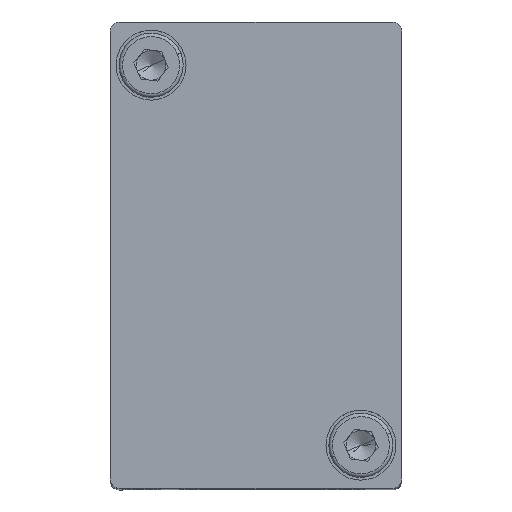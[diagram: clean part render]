
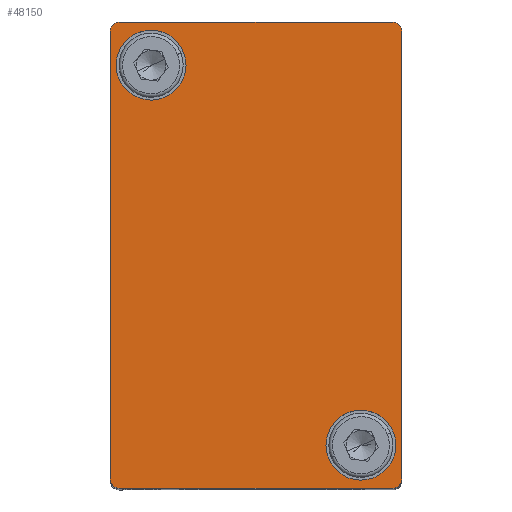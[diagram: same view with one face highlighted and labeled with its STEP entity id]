
A CAD part, top view. The second image highlights one B-rep face of the part: STEP entity #48150.
In plain terms, the highlighted planar face has unit normal (0, 0, 1).
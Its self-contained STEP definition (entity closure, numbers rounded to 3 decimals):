
#900 = ORIENTED_EDGE ( 'NONE', *, *, #29999, .F. ) ;
#1278 = CARTESIAN_POINT ( 'NONE',  ( 34.83, 43.325, 74.878 ) ) ;
#1891 = DIRECTION ( 'NONE',  ( -1., 0., 0. ) ) ;
#2401 = CARTESIAN_POINT ( 'NONE',  ( 34.83, 42.525, 74.878 ) ) ;
#2429 = EDGE_CURVE ( 'NONE', #20428, #19542, #34116, .T. ) ;
#2636 = EDGE_CURVE ( 'NONE', #41943, #48079, #10956, .T. ) ;
#3328 = EDGE_CURVE ( 'NONE', #38715, #23500, #24158, .T. ) ;
#4000 = AXIS2_PLACEMENT_3D ( 'NONE', #2401, #30581, #6495 ) ;
#4914 = ORIENTED_EDGE ( 'NONE', *, *, #10347, .F. ) ;
#5080 = CIRCLE ( 'NONE', #5415, 0.8 ) ;
#5374 = DIRECTION ( 'NONE',  ( 0., 0., 1. ) ) ;
#5415 = AXIS2_PLACEMENT_3D ( 'NONE', #8898, #36827, #12936 ) ;
#6495 = DIRECTION ( 'NONE',  ( -1., 0., 0. ) ) ;
#7108 = ORIENTED_EDGE ( 'NONE', *, *, #33704, .F. ) ;
#7296 = EDGE_CURVE ( 'NONE', #28779, #31245, #8591, .T. ) ;
#7688 = ORIENTED_EDGE ( 'NONE', *, *, #2429, .T. ) ;
#7972 = AXIS2_PLACEMENT_3D ( 'NONE', #15539, #43364, #19624 ) ;
#8456 = AXIS2_PLACEMENT_3D ( 'NONE', #13043, #40909, #17141 ) ;
#8591 = CIRCLE ( 'NONE', #7972, 3. ) ;
#8670 = ORIENTED_EDGE ( 'NONE', *, *, #7296, .F. ) ;
#8898 = CARTESIAN_POINT ( 'NONE',  ( 11.43, 4.125, 74.878 ) ) ;
#9250 = ORIENTED_EDGE ( 'NONE', *, *, #41318, .T. ) ;
#9836 = CARTESIAN_POINT ( 'NONE',  ( 35.63, 43.325, 74.878 ) ) ;
#9959 = CARTESIAN_POINT ( 'NONE',  ( 32.13, 7.025, 74.878 ) ) ;
#10196 = LINE ( 'NONE', #13181, #20987 ) ;
#10347 = EDGE_CURVE ( 'NONE', #10718, #48079, #12646, .T. ) ;
#10718 = VERTEX_POINT ( 'NONE', #48663 ) ;
#10956 = CIRCLE ( 'NONE', #8456, 0.8 ) ;
#11449 = VECTOR ( 'NONE', #18094, 1000. ) ;
#12646 = LINE ( 'NONE', #13964, #35128 ) ;
#12936 = DIRECTION ( 'NONE',  ( -1., 0., 0. ) ) ;
#13043 = CARTESIAN_POINT ( 'NONE',  ( 11.43, 42.525, 74.878 ) ) ;
#13066 = ORIENTED_EDGE ( 'NONE', *, *, #34200, .F. ) ;
#13181 = CARTESIAN_POINT ( 'NONE',  ( 35.63, 43.325, 74.878 ) ) ;
#13853 = EDGE_CURVE ( 'NONE', #10718, #28577, #5080, .T. ) ;
#13964 = CARTESIAN_POINT ( 'NONE',  ( 10.63, 43.325, 74.878 ) ) ;
#14006 = DIRECTION ( 'NONE',  ( -1., 0., 0. ) ) ;
#15376 = CARTESIAN_POINT ( 'NONE',  ( 11.43, 3.325, 74.878 ) ) ;
#15539 = CARTESIAN_POINT ( 'NONE',  ( 32.13, 7.025, 74.878 ) ) ;
#15588 = EDGE_LOOP ( 'NONE', ( #900, #26901, #4914, #32992, #20062, #9250, #7108, #7688 ) ) ;
#16765 = ORIENTED_EDGE ( 'NONE', *, *, #51247, .F. ) ;
#16776 = CARTESIAN_POINT ( 'NONE',  ( 35.13, 7.025, 74.878 ) ) ;
#17141 = DIRECTION ( 'NONE',  ( -1., 0., 0. ) ) ;
#17426 = CARTESIAN_POINT ( 'NONE',  ( 29.13, 7.025, 74.878 ) ) ;
#17918 = EDGE_LOOP ( 'NONE', ( #13066, #8670 ) ) ;
#18094 = DIRECTION ( 'NONE',  ( -1., 0., 0. ) ) ;
#19328 = AXIS2_PLACEMENT_3D ( 'NONE', #9959, #37810, #14006 ) ;
#19542 = VERTEX_POINT ( 'NONE', #1278 ) ;
#19624 = DIRECTION ( 'NONE',  ( -1., 0., 0. ) ) ;
#19736 = CARTESIAN_POINT ( 'NONE',  ( 34.83, 3.325, 74.878 ) ) ;
#20062 = ORIENTED_EDGE ( 'NONE', *, *, #41457, .F. ) ;
#20428 = VERTEX_POINT ( 'NONE', #35255 ) ;
#20987 = VECTOR ( 'NONE', #37032, 1000. ) ;
#21206 = CIRCLE ( 'NONE', #19328, 3. ) ;
#21373 = FACE_BOUND ( 'NONE', #17918, .T. ) ;
#23057 = DIRECTION ( 'NONE',  ( 0., 0., 1. ) ) ;
#23500 = VERTEX_POINT ( 'NONE', #25709 ) ;
#23723 = CARTESIAN_POINT ( 'NONE',  ( 14.13, 39.625, 74.878 ) ) ;
#24158 = CIRCLE ( 'NONE', #37560, 3. ) ;
#25591 = VERTEX_POINT ( 'NONE', #19736 ) ;
#25709 = CARTESIAN_POINT ( 'NONE',  ( 17.13, 39.625, 74.878 ) ) ;
#26109 = DIRECTION ( 'NONE',  ( 0., 0., 1. ) ) ;
#26901 = ORIENTED_EDGE ( 'NONE', *, *, #2636, .T. ) ;
#27195 = CIRCLE ( 'NONE', #49223, 0.8 ) ;
#27736 = DIRECTION ( 'NONE',  ( -1., 0., 0. ) ) ;
#28577 = VERTEX_POINT ( 'NONE', #15376 ) ;
#28779 = VERTEX_POINT ( 'NONE', #16776 ) ;
#29029 = AXIS2_PLACEMENT_3D ( 'NONE', #49862, #26109, #1891 ) ;
#29492 = CARTESIAN_POINT ( 'NONE',  ( 34.83, 4.125, 74.878 ) ) ;
#29850 = DIRECTION ( 'NONE',  ( 0., -1., 0. ) ) ;
#29999 = EDGE_CURVE ( 'NONE', #41943, #19542, #10196, .T. ) ;
#30267 = CARTESIAN_POINT ( 'NONE',  ( 35.63, 4.125, 74.878 ) ) ;
#30581 = DIRECTION ( 'NONE',  ( 0., 0., 1. ) ) ;
#30695 = PLANE ( 'NONE',  #37378 ) ;
#30730 = VERTEX_POINT ( 'NONE', #30267 ) ;
#31245 = VERTEX_POINT ( 'NONE', #17426 ) ;
#32992 = ORIENTED_EDGE ( 'NONE', *, *, #13853, .T. ) ;
#33054 = LINE ( 'NONE', #9836, #42280 ) ;
#33439 = DIRECTION ( 'NONE',  ( -1., 0., 0. ) ) ;
#33704 = EDGE_CURVE ( 'NONE', #20428, #30730, #33054, .T. ) ;
#34116 = CIRCLE ( 'NONE', #4000, 0.8 ) ;
#34200 = EDGE_CURVE ( 'NONE', #31245, #28779, #21206, .T. ) ;
#34432 = CARTESIAN_POINT ( 'NONE',  ( 10.63, 42.525, 74.878 ) ) ;
#35128 = VECTOR ( 'NONE', #37772, 1000. ) ;
#35255 = CARTESIAN_POINT ( 'NONE',  ( 35.63, 42.525, 74.878 ) ) ;
#36827 = DIRECTION ( 'NONE',  ( 0., 0., 1. ) ) ;
#37032 = DIRECTION ( 'NONE',  ( 1., 0., 0. ) ) ;
#37378 = AXIS2_PLACEMENT_3D ( 'NONE', #46800, #23057, #50780 ) ;
#37560 = AXIS2_PLACEMENT_3D ( 'NONE', #23723, #51432, #27736 ) ;
#37772 = DIRECTION ( 'NONE',  ( 0., 1., 0. ) ) ;
#37810 = DIRECTION ( 'NONE',  ( 0., 0., 1. ) ) ;
#38715 = VERTEX_POINT ( 'NONE', #41816 ) ;
#40741 = CIRCLE ( 'NONE', #29029, 3. ) ;
#40909 = DIRECTION ( 'NONE',  ( 0., 0., 1. ) ) ;
#41144 = FACE_BOUND ( 'NONE', #46773, .T. ) ;
#41318 = EDGE_CURVE ( 'NONE', #25591, #30730, #27195, .T. ) ;
#41457 = EDGE_CURVE ( 'NONE', #25591, #28577, #43276, .T. ) ;
#41816 = CARTESIAN_POINT ( 'NONE',  ( 11.13, 39.625, 74.878 ) ) ;
#41943 = VERTEX_POINT ( 'NONE', #50510 ) ;
#42280 = VECTOR ( 'NONE', #29850, 1000. ) ;
#43276 = LINE ( 'NONE', #49926, #11449 ) ;
#43364 = DIRECTION ( 'NONE',  ( 0., 0., 1. ) ) ;
#43770 = ORIENTED_EDGE ( 'NONE', *, *, #3328, .F. ) ;
#46773 = EDGE_LOOP ( 'NONE', ( #43770, #16765 ) ) ;
#46800 = CARTESIAN_POINT ( 'NONE',  ( 23.13, 23.325, 74.878 ) ) ;
#48079 = VERTEX_POINT ( 'NONE', #34432 ) ;
#48150 = ADVANCED_FACE ( 'NONE', ( #21373, #41144, #51740 ), #30695, .T. ) ;
#48663 = CARTESIAN_POINT ( 'NONE',  ( 10.63, 4.125, 74.878 ) ) ;
#49223 = AXIS2_PLACEMENT_3D ( 'NONE', #29492, #5374, #33439 ) ;
#49862 = CARTESIAN_POINT ( 'NONE',  ( 14.13, 39.625, 74.878 ) ) ;
#49926 = CARTESIAN_POINT ( 'NONE',  ( 35.63, 3.325, 74.878 ) ) ;
#50510 = CARTESIAN_POINT ( 'NONE',  ( 11.43, 43.325, 74.878 ) ) ;
#50780 = DIRECTION ( 'NONE',  ( -1., 0., 0. ) ) ;
#51247 = EDGE_CURVE ( 'NONE', #23500, #38715, #40741, .T. ) ;
#51432 = DIRECTION ( 'NONE',  ( 0., 0., 1. ) ) ;
#51740 = FACE_OUTER_BOUND ( 'NONE', #15588, .T. ) ;
